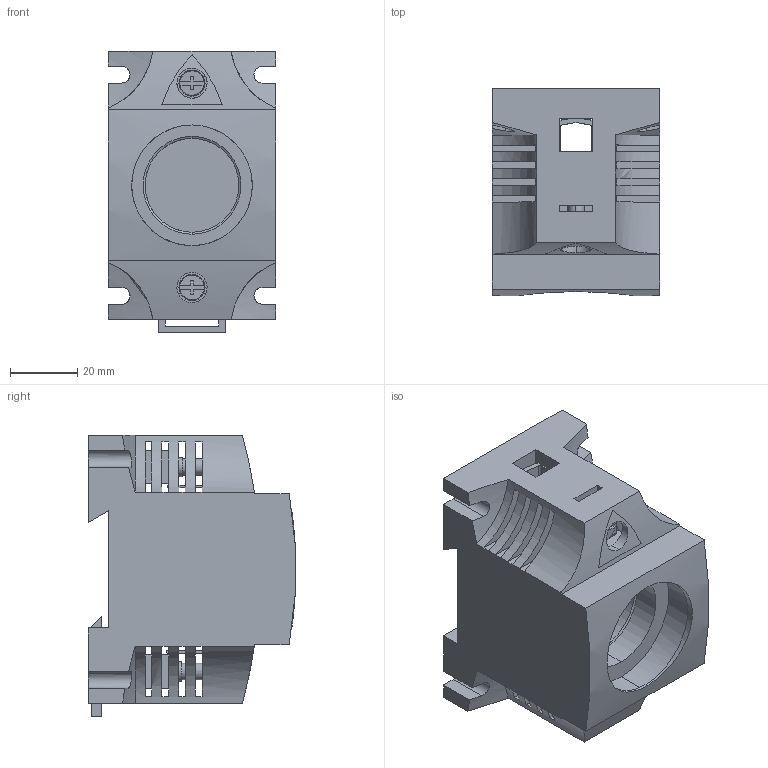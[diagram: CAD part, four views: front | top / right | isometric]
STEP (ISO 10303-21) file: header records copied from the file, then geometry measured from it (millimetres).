
FILE_DESCRIPTION(('CATIA V5 STEP Exchange','CAx-IF Rec.Pracs.--- Model Styling and Organization---1.2---2011-12-15'),'2;1');
FILE_NAME('31175.stp','2017-05-18T10:39:15+00:00',('none'),('none'),'Version 5-6 Release 2012','CATIA V5 STEP AP214','none');
FILE_SCHEMA(('AUTOMOTIVE_DESIGN { 1 0 10303 214 1 1 1 1 }'));
Length unit declared in the file: millimetre
Products named in the file (9): D FUSE BASE, PANEL-MOUNTING; 31175; case; arrow; snap lock; frame clamp; clamp case; wire guard; screw
Assembly tree (9 placements, depth 4):
  D FUSE BASE, PANEL-MOUNTING
    31175
      case
      arrow
      snap lock
      frame clamp  x2
        clamp case
        wire guard
        screw
Bounding box: 50 x 62 x 84 mm (x, y, z)
Volume: 139835.5 mm3; surface area: 45690.1 mm2
Topology: 9 solids, 9 shells, 290 faces, 906 edges, 614 vertices
Faces by surface type: plane 203, cylinder 73, cone 14
Entity records: 10093 total; most frequent: CARTESIAN_POINT 2383, ORIENTED_EDGE 1462, DIRECTION 1105, EDGE_CURVE 731, VERTEX_POINT 500, VECTOR 498, LINE 498, AXIS2_PLACEMENT_3D 370
